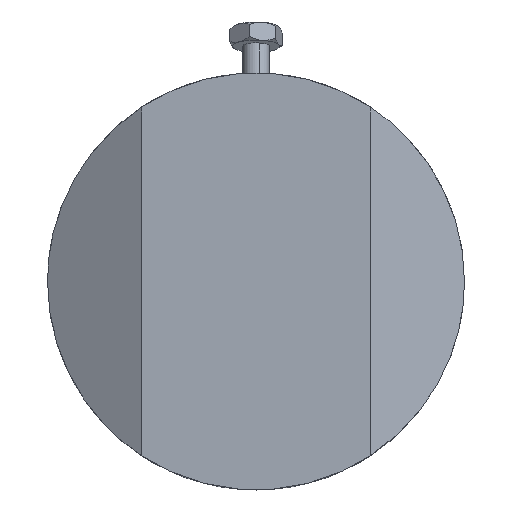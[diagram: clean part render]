
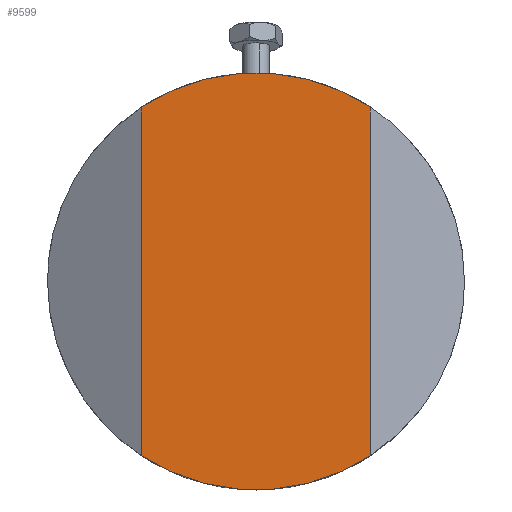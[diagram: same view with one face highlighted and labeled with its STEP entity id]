
A CAD part, top view. The second image highlights one B-rep face of the part: STEP entity #9599.
In plain terms, the highlighted planar face has unit normal (0, 0, 1).
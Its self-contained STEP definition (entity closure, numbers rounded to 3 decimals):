
#95 = CARTESIAN_POINT ( 'NONE',  ( 0., 0., 15. ) ) ;
#183 = DIRECTION ( 'NONE',  ( 0., 1., 0. ) ) ;
#388 = ORIENTED_EDGE ( 'NONE', *, *, #4695, .T. ) ;
#444 = ORIENTED_EDGE ( 'NONE', *, *, #2141, .F. ) ;
#1292 = EDGE_CURVE ( 'NONE', #1458, #6571, #2465, .T. ) ;
#1329 = CARTESIAN_POINT ( 'NONE',  ( -17., -32.5, 15. ) ) ;
#1458 = VERTEX_POINT ( 'NONE', #2324 ) ;
#1563 = VECTOR ( 'NONE', #183, 1000. ) ;
#2141 = EDGE_CURVE ( 'NONE', #6571, #8905, #11135, .T. ) ;
#2230 = CARTESIAN_POINT ( 'NONE',  ( 17., 25.923, 15. ) ) ;
#2324 = CARTESIAN_POINT ( 'NONE',  ( -17., -25.923, 15. ) ) ;
#2465 = LINE ( 'NONE', #1329, #1563 ) ;
#2664 = FACE_OUTER_BOUND ( 'NONE', #10494, .T. ) ;
#2905 = DIRECTION ( 'NONE',  ( 0., 1., 0. ) ) ;
#2966 = DIRECTION ( 'NONE',  ( -1., 0., 0. ) ) ;
#3266 = VECTOR ( 'NONE', #2905, 1000. ) ;
#3288 = DIRECTION ( 'NONE',  ( 1., 0., 0. ) ) ;
#3804 = AXIS2_PLACEMENT_3D ( 'NONE', #5556, #4428, #3288 ) ;
#4028 = CARTESIAN_POINT ( 'NONE',  ( 17., -32.5, 15. ) ) ;
#4094 = DIRECTION ( 'NONE',  ( 0., 0., -1. ) ) ;
#4428 = DIRECTION ( 'NONE',  ( 0., 0., 1. ) ) ;
#4695 = EDGE_CURVE ( 'NONE', #4788, #8905, #5165, .T. ) ;
#4788 = VERTEX_POINT ( 'NONE', #7315 ) ;
#5165 = LINE ( 'NONE', #4028, #3266 ) ;
#5232 = CARTESIAN_POINT ( 'NONE',  ( 0., 0., 15. ) ) ;
#5556 = CARTESIAN_POINT ( 'NONE',  ( 0., -31., 15. ) ) ;
#6436 = ORIENTED_EDGE ( 'NONE', *, *, #9122, .F. ) ;
#6567 = CIRCLE ( 'NONE', #11114, 31. ) ;
#6571 = VERTEX_POINT ( 'NONE', #9145 ) ;
#6686 = PLANE ( 'NONE',  #3804 ) ;
#7315 = CARTESIAN_POINT ( 'NONE',  ( 17., -25.923, 15. ) ) ;
#8788 = ORIENTED_EDGE ( 'NONE', *, *, #1292, .F. ) ;
#8905 = VERTEX_POINT ( 'NONE', #2230 ) ;
#8961 = DIRECTION ( 'NONE',  ( -1., 0., 0. ) ) ;
#9122 = EDGE_CURVE ( 'NONE', #4788, #1458, #6567, .T. ) ;
#9145 = CARTESIAN_POINT ( 'NONE',  ( -17., 25.923, 15. ) ) ;
#9599 = ADVANCED_FACE ( 'NONE', ( #2664 ), #6686, .T. ) ;
#10125 = DIRECTION ( 'NONE',  ( 0., 0., -1. ) ) ;
#10494 = EDGE_LOOP ( 'NONE', ( #8788, #6436, #388, #444 ) ) ;
#10960 = AXIS2_PLACEMENT_3D ( 'NONE', #95, #10125, #8961 ) ;
#11114 = AXIS2_PLACEMENT_3D ( 'NONE', #5232, #4094, #2966 ) ;
#11135 = CIRCLE ( 'NONE', #10960, 31. ) ;
